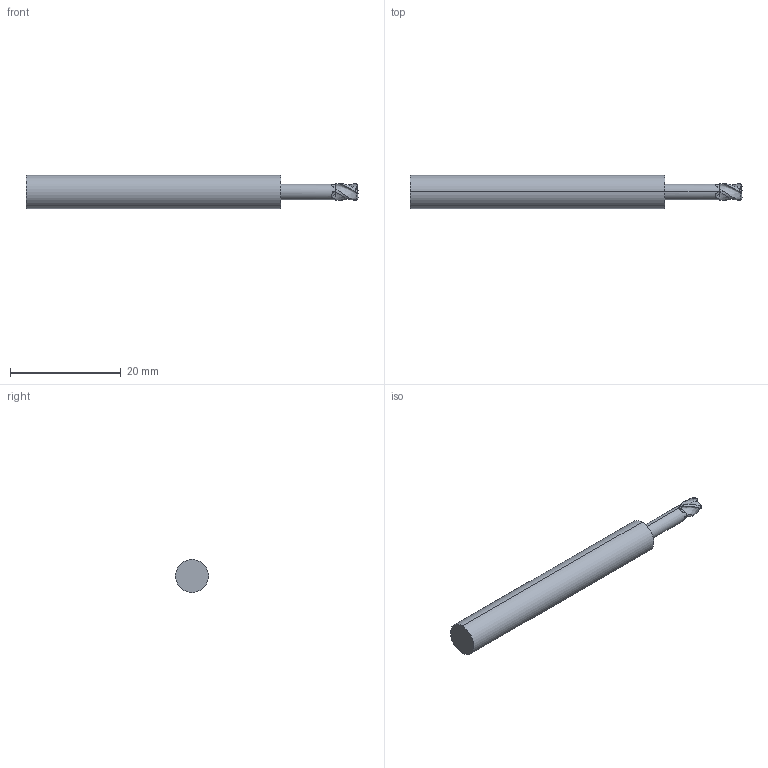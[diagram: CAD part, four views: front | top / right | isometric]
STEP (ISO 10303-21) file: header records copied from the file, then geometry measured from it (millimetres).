
FILE_DESCRIPTION (( 'STEP AP214' ), '1' );
FILE_NAME ('2570170002.STEP', '2011-12-04T15:57:45', ( '' ), ( '' ), 'SwSTEP 2.0', 'SolidWorks 2010', '' );
FILE_SCHEMA (( 'AUTOMOTIVE_DESIGN' ));
Length unit declared in the file: millimetre
Products named in the file (1): 2570170002
Bounding box: 60 x 6 x 6 mm (x, y, z)
Volume: 1379.8 mm3; surface area: 1099.1 mm2
Topology: 2 solids, 2 shells, 59 faces, 157 edges, 105 vertices
Faces by surface type: bspline 20, cylinder 17, plane 15, torus 5, cone 2
Entity records: 5013 total; most frequent: CARTESIAN_POINT 3708, ORIENTED_EDGE 314, DIRECTION 181, EDGE_CURVE 157, VERTEX_POINT 105, B_SPLINE_CURVE_WITH_KNOTS 91, AXIS2_PLACEMENT_3D 79, EDGE_LOOP 64
